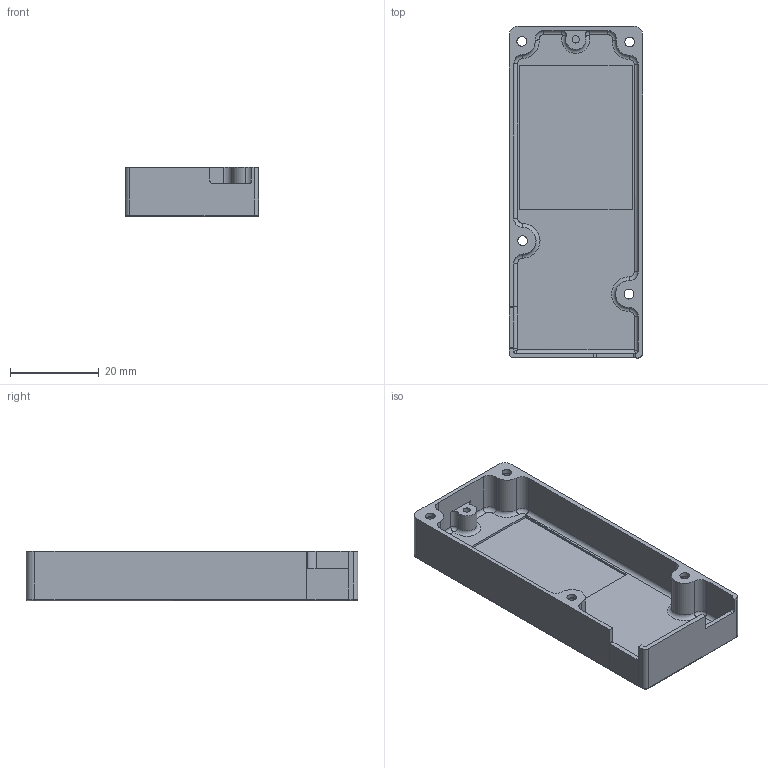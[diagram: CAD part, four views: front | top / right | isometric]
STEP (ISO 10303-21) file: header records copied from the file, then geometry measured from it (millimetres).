
FILE_DESCRIPTION(/* description */ (''),/* implementation_level */ '2;1');
FILE_NAME(/* name */ 'Thumbtroller back cover 422159.step',/* time_stamp */ '2025-04-22T09:15:52-05:00',/* author */ (''),/* organization */ (''),/* preprocessor_version */ 'ST-DEVELOPER v20.1',/* originating_system */ 'Autodesk Translation Framework v14.4.0.0',/* authorisation */ '');
FILE_SCHEMA (('AUTOMOTIVE_DESIGN { 1 0 10303 214 3 1 1 }'));
Length unit declared in the file: millimetre
Products named in the file (2): Thumbtroller; bottom cover v03
Assembly tree (1 placements, depth 2):
  Thumbtroller
    bottom cover v03
Bounding box: 29.96 x 74.65 x 11.09 mm (x, y, z)
Volume: 5464.1 mm3; surface area: 9088.4 mm2
Topology: 1 solids, 1 shells, 125 faces, 303 edges, 183 vertices
Faces by surface type: cylinder 53, plane 43, torus 21, bspline 4, cone 4
Full cylindrical faces by diameter (mm): 1.65 x1, 2.2 x4, 4 x1
Entity records: 3882 total; most frequent: CARTESIAN_POINT 841, DIRECTION 670, ORIENTED_EDGE 602, EDGE_CURVE 301, AXIS2_PLACEMENT_3D 259, VERTEX_POINT 183, LINE 152, VECTOR 152
